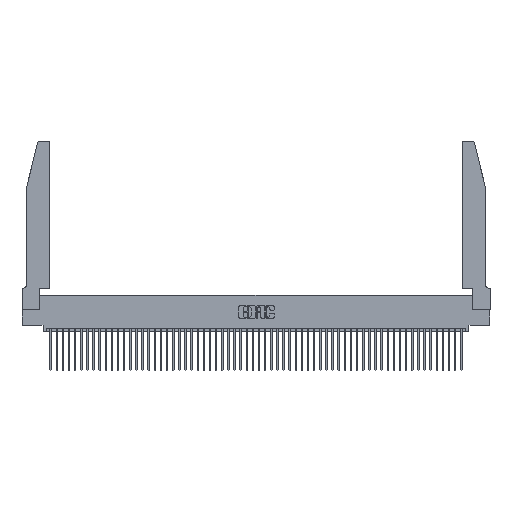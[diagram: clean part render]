
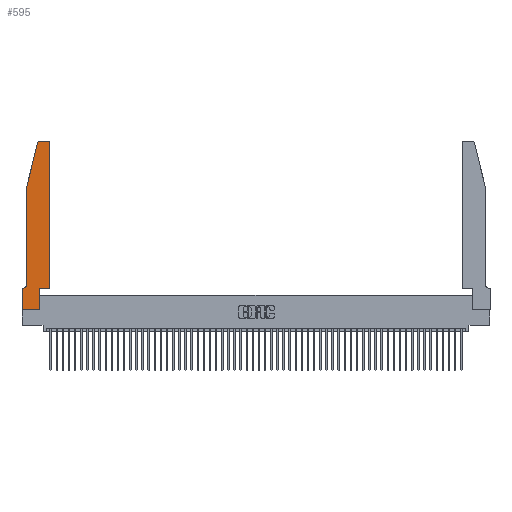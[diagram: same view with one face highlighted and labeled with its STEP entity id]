
A CAD part, top view. The second image highlights one B-rep face of the part: STEP entity #595.
In plain terms, the highlighted planar face has unit normal (0, 0, 1).
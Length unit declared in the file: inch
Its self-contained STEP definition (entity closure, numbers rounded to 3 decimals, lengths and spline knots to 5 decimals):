
#4 = ORIENTED_EDGE ( 'NONE', *, *, #29716, .T. ) ;
#13 = CARTESIAN_POINT ( 'NONE',  ( 0.0055, 0.42, 0.37 ) ) ;
#188 = VECTOR ( 'NONE', #14674, 39.37008 ) ;
#595 = ADVANCED_FACE ( 'NONE', ( #24133 ), #11276, .T. ) ;
#1925 = AXIS2_PLACEMENT_3D ( 'NONE', #32121, #6958, #15608 ) ;
#3768 = DIRECTION ( 'NONE',  ( 0., 0., 1. ) ) ;
#3812 = CARTESIAN_POINT ( 'NONE',  ( 0.0755, 0.35, 0.37 ) ) ;
#4652 = CARTESIAN_POINT ( 'NONE',  ( 0.4205, 2.75, 0.37 ) ) ;
#6958 = DIRECTION ( 'NONE',  ( 0., 0., 1. ) ) ;
#7331 = VECTOR ( 'NONE', #9655, 39.37008 ) ;
#8146 = DIRECTION ( 'NONE',  ( 1., 0., 0. ) ) ;
#8529 = CARTESIAN_POINT ( 'NONE',  ( 0.0755, 0.42, 0.37 ) ) ;
#9466 = EDGE_CURVE ( 'NONE', #38749, #36258, #18541, .T. ) ;
#9655 = DIRECTION ( 'NONE',  ( -1., 0., 0. ) ) ;
#11276 = PLANE ( 'NONE',  #39930 ) ;
#11833 = VECTOR ( 'NONE', #8146, 39.37008 ) ;
#12509 = VERTEX_POINT ( 'NONE', #52353 ) ;
#13674 = DIRECTION ( 'NONE',  ( 0., -1., 0. ) ) ;
#13767 = LINE ( 'NONE', #37566, #11833 ) ;
#14025 = ORIENTED_EDGE ( 'NONE', *, *, #22677, .T. ) ;
#14674 = DIRECTION ( 'NONE',  ( 0., 1., 0. ) ) ;
#14779 = CIRCLE ( 'NONE', #45623, 0.07 ) ;
#15008 = ORIENTED_EDGE ( 'NONE', *, *, #45224, .T. ) ;
#15350 = VERTEX_POINT ( 'NONE', #28018 ) ;
#15601 = DIRECTION ( 'NONE',  ( 1., 0., 0. ) ) ;
#15608 = DIRECTION ( 'NONE',  ( 1., 0., 0. ) ) ;
#16068 = DIRECTION ( 'NONE',  ( 0., 0., -1. ) ) ;
#16564 = CARTESIAN_POINT ( 'NONE',  ( 0.25487, 2.72718, 0.37 ) ) ;
#17456 = ORIENTED_EDGE ( 'NONE', *, *, #17477, .T. ) ;
#17477 = EDGE_CURVE ( 'NONE', #40105, #24276, #20632, .T. ) ;
#17804 = VERTEX_POINT ( 'NONE', #19575 ) ;
#18226 = VECTOR ( 'NONE', #33833, 39.37008 ) ;
#18541 = LINE ( 'NONE', #43518, #7331 ) ;
#19575 = CARTESIAN_POINT ( 'NONE',  ( 0.2865, 0., 0.37 ) ) ;
#20505 = CARTESIAN_POINT ( 'NONE',  ( 0., 0., 0.37 ) ) ;
#20632 = LINE ( 'NONE', #26093, #30570 ) ;
#21303 = AXIS2_PLACEMENT_3D ( 'NONE', #28927, #3768, #15601 ) ;
#21360 = CARTESIAN_POINT ( 'NONE',  ( 0., 0.35, 0.37 ) ) ;
#22474 = CARTESIAN_POINT ( 'NONE',  ( 0.0755, 2., 0.37 ) ) ;
#22659 = VECTOR ( 'NONE', #33248, 39.37008 ) ;
#22677 = EDGE_CURVE ( 'NONE', #43666, #42913, #23612, .T. ) ;
#22729 = EDGE_CURVE ( 'NONE', #17804, #49289, #31570, .T. ) ;
#22819 = VERTEX_POINT ( 'NONE', #53618 ) ;
#23576 = DIRECTION ( 'NONE',  ( -0.239, -0.971, 0. ) ) ;
#23612 = LINE ( 'NONE', #36071, #42833 ) ;
#23641 = DIRECTION ( 'NONE',  ( 0., -1., 0. ) ) ;
#23652 = LINE ( 'NONE', #44118, #41563 ) ;
#24133 = FACE_OUTER_BOUND ( 'NONE', #53632, .T. ) ;
#24276 = VERTEX_POINT ( 'NONE', #8529 ) ;
#25081 = CIRCLE ( 'NONE', #1925, 0.03 ) ;
#25131 = CARTESIAN_POINT ( 'NONE',  ( 0.4505, 0.35, 0.37 ) ) ;
#25661 = EDGE_CURVE ( 'NONE', #42913, #17804, #13767, .T. ) ;
#25844 = ORIENTED_EDGE ( 'NONE', *, *, #9466, .T. ) ;
#26093 = CARTESIAN_POINT ( 'NONE',  ( 0.0755, 2., 0.37 ) ) ;
#26284 = VERTEX_POINT ( 'NONE', #16564 ) ;
#26689 = ORIENTED_EDGE ( 'NONE', *, *, #49509, .T. ) ;
#27267 = CARTESIAN_POINT ( 'NONE',  ( 0.4505, 0.35, 0.37 ) ) ;
#27348 = ORIENTED_EDGE ( 'NONE', *, *, #52759, .T. ) ;
#27705 = DIRECTION ( 'NONE',  ( 0., 0., 1. ) ) ;
#28018 = CARTESIAN_POINT ( 'NONE',  ( 0.0055, 0.35, 0.37 ) ) ;
#28927 = CARTESIAN_POINT ( 'NONE',  ( 0.284, 2.72, 0.37 ) ) ;
#28963 = EDGE_CURVE ( 'NONE', #24276, #15350, #14779, .T. ) ;
#29716 = EDGE_CURVE ( 'NONE', #15350, #43666, #40573, .T. ) ;
#30570 = VECTOR ( 'NONE', #13674, 39.37008 ) ;
#31467 = LINE ( 'NONE', #25131, #18226 ) ;
#31570 = LINE ( 'NONE', #32162, #44800 ) ;
#31656 = ORIENTED_EDGE ( 'NONE', *, *, #25661, .T. ) ;
#32121 = CARTESIAN_POINT ( 'NONE',  ( 0.4205, 2.72, 0.37 ) ) ;
#32162 = CARTESIAN_POINT ( 'NONE',  ( 0.2865, 0.35, 0.37 ) ) ;
#32616 = LINE ( 'NONE', #27267, #188 ) ;
#32689 = ORIENTED_EDGE ( 'NONE', *, *, #38233, .T. ) ;
#33248 = DIRECTION ( 'NONE',  ( -1., 0., 0. ) ) ;
#33833 = DIRECTION ( 'NONE',  ( 1., 0., 0. ) ) ;
#35241 = EDGE_CURVE ( 'NONE', #49289, #22819, #31467, .T. ) ;
#36071 = CARTESIAN_POINT ( 'NONE',  ( 0., 0., 0.37 ) ) ;
#36258 = VERTEX_POINT ( 'NONE', #37231 ) ;
#37231 = CARTESIAN_POINT ( 'NONE',  ( 0.284, 2.75, 0.37 ) ) ;
#37566 = CARTESIAN_POINT ( 'NONE',  ( 0., 0., 0.37 ) ) ;
#38233 = EDGE_CURVE ( 'NONE', #22819, #12509, #32616, .T. ) ;
#38749 = VERTEX_POINT ( 'NONE', #4652 ) ;
#39930 = AXIS2_PLACEMENT_3D ( 'NONE', #53091, #27705, #40689 ) ;
#40105 = VERTEX_POINT ( 'NONE', #22474 ) ;
#40573 = LINE ( 'NONE', #3812, #22659 ) ;
#40689 = DIRECTION ( 'NONE',  ( 1., 0., 0. ) ) ;
#41563 = VECTOR ( 'NONE', #23576, 39.37008 ) ;
#42298 = ORIENTED_EDGE ( 'NONE', *, *, #28963, .T. ) ;
#42833 = VECTOR ( 'NONE', #23641, 39.37008 ) ;
#42913 = VERTEX_POINT ( 'NONE', #20505 ) ;
#43518 = CARTESIAN_POINT ( 'NONE',  ( 0.2605, 2.75, 0.37 ) ) ;
#43666 = VERTEX_POINT ( 'NONE', #21360 ) ;
#44118 = CARTESIAN_POINT ( 'NONE',  ( 0.0755, 2., 0.37 ) ) ;
#44800 = VECTOR ( 'NONE', #48453, 39.37008 ) ;
#45224 = EDGE_CURVE ( 'NONE', #36258, #26284, #51340, .T. ) ;
#45623 = AXIS2_PLACEMENT_3D ( 'NONE', #13, #16068, #50323 ) ;
#46890 = ORIENTED_EDGE ( 'NONE', *, *, #35241, .T. ) ;
#48453 = DIRECTION ( 'NONE',  ( 0., 1., 0. ) ) ;
#49289 = VERTEX_POINT ( 'NONE', #50422 ) ;
#49509 = EDGE_CURVE ( 'NONE', #12509, #38749, #25081, .T. ) ;
#50193 = ORIENTED_EDGE ( 'NONE', *, *, #22729, .T. ) ;
#50323 = DIRECTION ( 'NONE',  ( -1., 0., 0. ) ) ;
#50422 = CARTESIAN_POINT ( 'NONE',  ( 0.2865, 0.35, 0.37 ) ) ;
#51340 = CIRCLE ( 'NONE', #21303, 0.03 ) ;
#52353 = CARTESIAN_POINT ( 'NONE',  ( 0.4505, 2.72, 0.37 ) ) ;
#52759 = EDGE_CURVE ( 'NONE', #26284, #40105, #23652, .T. ) ;
#53091 = CARTESIAN_POINT ( 'NONE',  ( 0., 0.35, 0.37 ) ) ;
#53618 = CARTESIAN_POINT ( 'NONE',  ( 0.4505, 0.35, 0.37 ) ) ;
#53632 = EDGE_LOOP ( 'NONE', ( #25844, #15008, #27348, #17456, #42298, #4, #14025, #31656, #50193, #46890, #32689, #26689 ) ) ;
